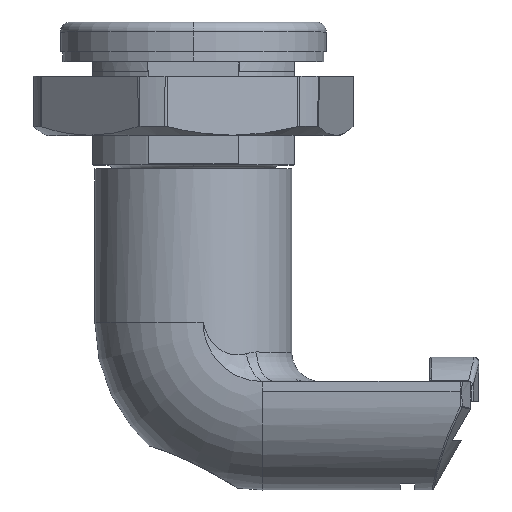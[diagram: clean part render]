
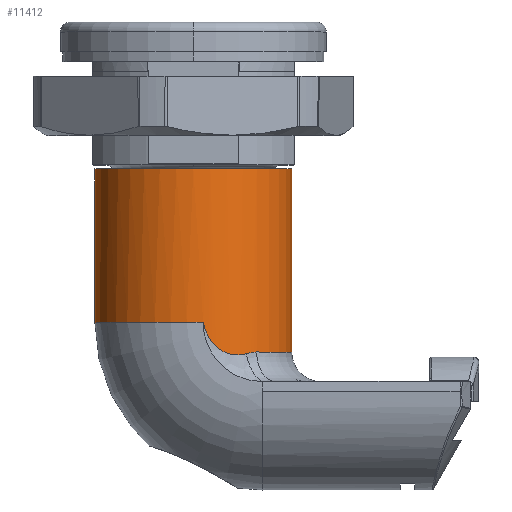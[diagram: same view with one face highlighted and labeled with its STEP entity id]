
A CAD part, top view. The second image highlights one B-rep face of the part: STEP entity #11412.
In plain terms, the highlighted cylindrical face has radius 10 mm (diameter 20 mm), a partial arc.
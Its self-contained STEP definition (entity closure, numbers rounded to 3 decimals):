
#4292 = CARTESIAN_POINT ( 'NONE',  ( 16.436, 14., 7.654 ) ) ;
#4293 = DIRECTION ( 'NONE',  ( 0., 0., 1. ) ) ;
#4294 = DIRECTION ( 'NONE',  ( 0., 1., 0. ) ) ;
#4295 = CARTESIAN_POINT ( 'NONE',  ( 10., 14., 0. ) ) ;
#4296 = AXIS2_PLACEMENT_3D ( 'NONE', #4295, #4294, #4293 ) ;
#4297 = CIRCLE ( 'NONE', #4296, 10. ) ;
#4302 = DIRECTION ( 'NONE',  ( -1., 0., 0. ) ) ;
#4303 = DIRECTION ( 'NONE',  ( 0., 1., 0. ) ) ;
#4304 = AXIS2_PLACEMENT_3D ( 'NONE', #4307, #4303, #4302 ) ;
#4305 = CYLINDRICAL_SURFACE ( 'NONE', #4304, 10. ) ;
#4307 = CARTESIAN_POINT ( 'NONE',  ( 10., 17., 0. ) ) ;
#4308 = FACE_OUTER_BOUND ( 'NONE', #11416, .T. ) ;
#4316 = CARTESIAN_POINT ( 'NONE',  ( 0., 17., 0. ) ) ;
#4317 = DIRECTION ( 'NONE',  ( 0., 1., 0. ) ) ;
#4318 = VECTOR ( 'NONE', #4317, 1000. ) ;
#4319 = CARTESIAN_POINT ( 'NONE',  ( 0., 17., 0. ) ) ;
#4320 = LINE ( 'NONE', #4319, #4318 ) ;
#4341 = CARTESIAN_POINT ( 'NONE',  ( 15.385, 13.827, 8.427 ) ) ;
#4342 = CARTESIAN_POINT ( 'NONE',  ( 11., 17., 9.95 ) ) ;
#4343 = DIRECTION ( 'NONE',  ( 0., 0., -1. ) ) ;
#4344 = DIRECTION ( 'NONE',  ( 0., -1., 0. ) ) ;
#4345 = CARTESIAN_POINT ( 'NONE',  ( 10., 17., 0. ) ) ;
#4346 = AXIS2_PLACEMENT_3D ( 'NONE', #4345, #4344, #4343 ) ;
#4347 = CIRCLE ( 'NONE', #4346, 10. ) ;
#4362 = CARTESIAN_POINT ( 'NONE',  ( 20., 14., 0. ) ) ;
#4363 = DIRECTION ( 'NONE',  ( 0., 0., -1. ) ) ;
#4364 = DIRECTION ( 'NONE',  ( 0., -1., 0. ) ) ;
#4365 = CARTESIAN_POINT ( 'NONE',  ( 10., 32.6, 0. ) ) ;
#4366 = AXIS2_PLACEMENT_3D ( 'NONE', #4365, #4364, #4363 ) ;
#4367 = CIRCLE ( 'NONE', #4366, 10. ) ;
#4373 = CARTESIAN_POINT ( 'NONE',  ( 0., 32.6, 0. ) ) ;
#4377 = CARTESIAN_POINT ( 'NONE',  ( 20., 32.6, 0. ) ) ;
#4398 = DIRECTION ( 'NONE',  ( 0., 1., 0. ) ) ;
#4399 = VECTOR ( 'NONE', #4398, 1000. ) ;
#4406 = CARTESIAN_POINT ( 'NONE',  ( 20., 17., 0. ) ) ;
#4407 = LINE ( 'NONE', #4406, #4399 ) ;
#4410 = B_SPLINE_CURVE_WITH_KNOTS ( 'NONE', 3,
 ( #4464, #4463, #4462, #4461 ),
 .UNSPECIFIED., .F., .F.,
 ( 4, 4 ),
 ( 0., 0.001 ),
 .UNSPECIFIED. ) ;
#4461 = CARTESIAN_POINT ( 'NONE',  ( 16.436, 14., 7.654 ) ) ;
#4462 = CARTESIAN_POINT ( 'NONE',  ( 16.098, 14., 7.938 ) ) ;
#4463 = CARTESIAN_POINT ( 'NONE',  ( 15.745, 13.933, 8.196 ) ) ;
#4464 = CARTESIAN_POINT ( 'NONE',  ( 15.385, 13.827, 8.427 ) ) ;
#4465 = B_SPLINE_CURVE_WITH_KNOTS ( 'NONE', 3,
 ( #4518, #4517, #4516, #4515, #4514, #4513, #4512, #4511, #4510, #4509, #4508, #4507, #4506, #4505, #4504, #4503 ),
 .UNSPECIFIED., .F., .F.,
 ( 4, 2, 2, 2, 2, 2, 2, 4 ),
 ( 0., 0.001, 0.002, 0.002, 0.003, 0.004, 0.005, 0.006 ),
 .UNSPECIFIED. ) ;
#4503 = CARTESIAN_POINT ( 'NONE',  ( 15.385, 13.827, 8.427 ) ) ;
#4504 = CARTESIAN_POINT ( 'NONE',  ( 14.945, 13.697, 8.707 ) ) ;
#4505 = CARTESIAN_POINT ( 'NONE',  ( 14.465, 13.655, 8.963 ) ) ;
#4506 = CARTESIAN_POINT ( 'NONE',  ( 13.74, 13.771, 9.278 ) ) ;
#4507 = CARTESIAN_POINT ( 'NONE',  ( 13.494, 13.841, 9.373 ) ) ;
#4508 = CARTESIAN_POINT ( 'NONE',  ( 13.025, 14.038, 9.535 ) ) ;
#4509 = CARTESIAN_POINT ( 'NONE',  ( 12.802, 14.165, 9.602 ) ) ;
#4510 = CARTESIAN_POINT ( 'NONE',  ( 12.379, 14.474, 9.715 ) ) ;
#4511 = CARTESIAN_POINT ( 'NONE',  ( 12.182, 14.657, 9.761 ) ) ;
#4512 = CARTESIAN_POINT ( 'NONE',  ( 11.835, 15.053, 9.832 ) ) ;
#4513 = CARTESIAN_POINT ( 'NONE',  ( 11.683, 15.268, 9.858 ) ) ;
#4514 = CARTESIAN_POINT ( 'NONE',  ( 11.419, 15.728, 9.9 ) ) ;
#4515 = CARTESIAN_POINT ( 'NONE',  ( 11.306, 15.973, 9.915 ) ) ;
#4516 = CARTESIAN_POINT ( 'NONE',  ( 11.124, 16.477, 9.937 ) ) ;
#4517 = CARTESIAN_POINT ( 'NONE',  ( 11.054, 16.737, 9.944 ) ) ;
#4518 = CARTESIAN_POINT ( 'NONE',  ( 11., 17., 9.95 ) ) ;
#11412 = ADVANCED_FACE ( 'NONE', ( #4308 ), #4305, .T. ) ;
#11414 = ORIENTED_EDGE ( 'NONE', *, *, #11417, .T. ) ;
#11416 = EDGE_LOOP ( 'NONE', ( #11414, #11471, #11470, #11444, #11421, #11513, #11514 ) ) ;
#11417 = EDGE_CURVE ( 'NONE', #11418, #11451, #4297, .T. ) ;
#11418 = VERTEX_POINT ( 'NONE', #4292 ) ;
#11421 = ORIENTED_EDGE ( 'NONE', *, *, #11423, .F. ) ;
#11423 = EDGE_CURVE ( 'NONE', #11424, #11440, #4347, .T. ) ;
#11424 = VERTEX_POINT ( 'NONE', #4342 ) ;
#11425 = VERTEX_POINT ( 'NONE', #4341 ) ;
#11439 = EDGE_CURVE ( 'NONE', #11440, #11443, #4320, .T. ) ;
#11440 = VERTEX_POINT ( 'NONE', #4316 ) ;
#11443 = VERTEX_POINT ( 'NONE', #4373 ) ;
#11444 = ORIENTED_EDGE ( 'NONE', *, *, #11439, .F. ) ;
#11449 = EDGE_CURVE ( 'NONE', #11482, #11443, #4367, .T. ) ;
#11451 = VERTEX_POINT ( 'NONE', #4362 ) ;
#11467 = EDGE_CURVE ( 'NONE', #11451, #11482, #4407, .T. ) ;
#11470 = ORIENTED_EDGE ( 'NONE', *, *, #11449, .T. ) ;
#11471 = ORIENTED_EDGE ( 'NONE', *, *, #11467, .T. ) ;
#11482 = VERTEX_POINT ( 'NONE', #4377 ) ;
#11495 = EDGE_CURVE ( 'NONE', #11425, #11418, #4410, .T. ) ;
#11513 = ORIENTED_EDGE ( 'NONE', *, *, #11529, .T. ) ;
#11514 = ORIENTED_EDGE ( 'NONE', *, *, #11495, .T. ) ;
#11529 = EDGE_CURVE ( 'NONE', #11424, #11425, #4465, .T. ) ;
